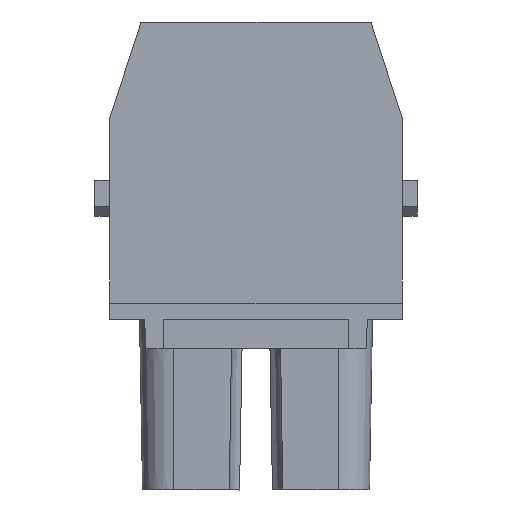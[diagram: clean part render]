
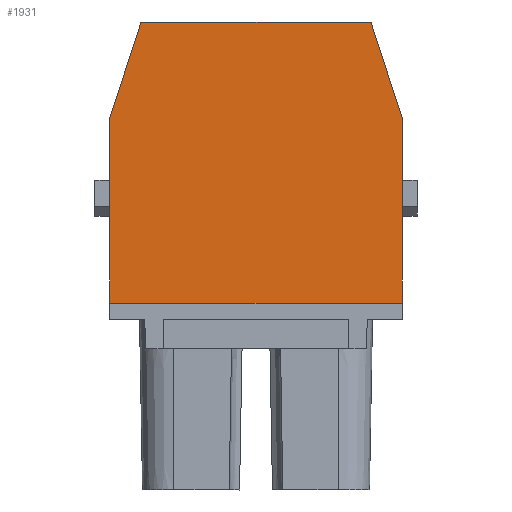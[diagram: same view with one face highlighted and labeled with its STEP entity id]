
A CAD part, left-side view. The second image highlights one B-rep face of the part: STEP entity #1931.
In plain terms, the highlighted planar face has unit normal (-1, 0, 0).
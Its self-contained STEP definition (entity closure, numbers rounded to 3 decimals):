
#1895=AXIS2_PLACEMENT_3D('Plane Axis2P3D',#1892,#1893,#1894) ;
#1407=CARTESIAN_POINT('Vertex',(0.,1.55,19.35)) ;
#1464=CARTESIAN_POINT('Line Origine',(0.,16.7,19.35)) ;
#1468=CARTESIAN_POINT('Vertex',(0.,31.85,19.35)) ;
#1686=CARTESIAN_POINT('Vertex',(0.,1.55,38.473)) ;
#1691=CARTESIAN_POINT('Line Origine',(0.,1.55,28.912)) ;
#1892=CARTESIAN_POINT('Axis2P3D Location',(0.,8.61,34.064)) ;
#1897=CARTESIAN_POINT('Line Origine',(0.,16.7,48.45)) ;
#1901=CARTESIAN_POINT('Vertex',(0.,28.608,48.45)) ;
#1903=CARTESIAN_POINT('Vertex',(0.,4.792,48.45)) ;
#1906=CARTESIAN_POINT('Line Origine',(0.,30.229,43.462)) ;
#1910=CARTESIAN_POINT('Vertex',(0.,31.85,38.473)) ;
#1913=CARTESIAN_POINT('Line Origine',(0.,31.85,28.912)) ;
#1918=CARTESIAN_POINT('Line Origine',(0.,3.171,43.462)) ;
#1465=DIRECTION('Vector Direction',(0.,-1.,0.)) ;
#1692=DIRECTION('Vector Direction',(0.,0.,-1.)) ;
#1893=DIRECTION('Axis2P3D Direction',(1.,0.,0.)) ;
#1894=DIRECTION('Axis2P3D XDirection',(0.,0.,1.)) ;
#1898=DIRECTION('Vector Direction',(0.,-1.,0.)) ;
#1907=DIRECTION('Vector Direction',(0.,-0.309,0.951)) ;
#1914=DIRECTION('Vector Direction',(0.,0.,-1.)) ;
#1919=DIRECTION('Vector Direction',(0.,-0.309,-0.951)) ;
#1466=VECTOR('Line Direction',#1465,1.) ;
#1693=VECTOR('Line Direction',#1692,1.) ;
#1899=VECTOR('Line Direction',#1898,1.) ;
#1908=VECTOR('Line Direction',#1907,1.) ;
#1915=VECTOR('Line Direction',#1914,1.) ;
#1920=VECTOR('Line Direction',#1919,1.) ;
#1924=ORIENTED_EDGE('',*,*,#1905,.F.) ;
#1925=ORIENTED_EDGE('',*,*,#1912,.F.) ;
#1926=ORIENTED_EDGE('',*,*,#1917,.T.) ;
#1927=ORIENTED_EDGE('',*,*,#1470,.T.) ;
#1928=ORIENTED_EDGE('',*,*,#1695,.F.) ;
#1929=ORIENTED_EDGE('',*,*,#1922,.F.) ;
#1931=ADVANCED_FACE('2772830000.1\\Hauptkoerper',(#1930),#1896,.F.) ;
#1470=EDGE_CURVE('',#1469,#1408,#1467,.T.) ;
#1695=EDGE_CURVE('',#1687,#1408,#1694,.T.) ;
#1905=EDGE_CURVE('',#1902,#1904,#1900,.T.) ;
#1912=EDGE_CURVE('',#1911,#1902,#1909,.T.) ;
#1917=EDGE_CURVE('',#1911,#1469,#1916,.T.) ;
#1922=EDGE_CURVE('',#1904,#1687,#1921,.T.) ;
#1923=EDGE_LOOP('',(#1924,#1925,#1926,#1927,#1928,#1929)) ;
#1930=FACE_OUTER_BOUND('',#1923,.T.) ;
#1467=LINE('Line',#1464,#1466) ;
#1694=LINE('Line',#1691,#1693) ;
#1900=LINE('Line',#1897,#1899) ;
#1909=LINE('Line',#1906,#1908) ;
#1916=LINE('Line',#1913,#1915) ;
#1921=LINE('Line',#1918,#1920) ;
#1896=PLANE('',#1895) ;
#1408=VERTEX_POINT('',#1407) ;
#1469=VERTEX_POINT('',#1468) ;
#1687=VERTEX_POINT('',#1686) ;
#1902=VERTEX_POINT('',#1901) ;
#1904=VERTEX_POINT('',#1903) ;
#1911=VERTEX_POINT('',#1910) ;
